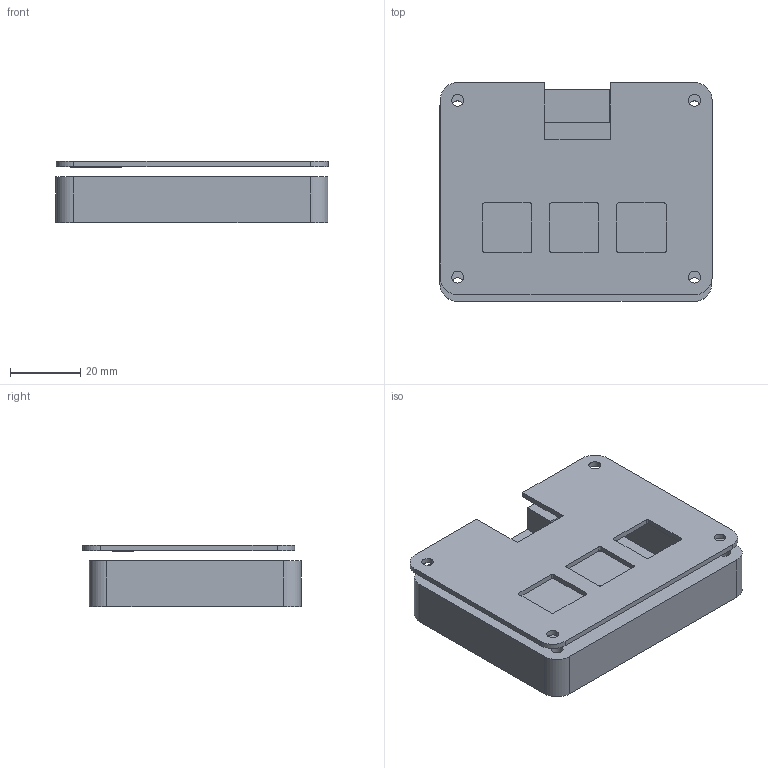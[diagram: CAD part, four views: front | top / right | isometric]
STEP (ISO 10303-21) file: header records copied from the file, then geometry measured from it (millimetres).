
FILE_DESCRIPTION(/* description */ ('','CAx-IF Rec.Pracs.---Representation and Presentation of Product Manufacturing Information (PMI)---4.0---2014-10-13'),/* implementation_level */ '2;1');
FILE_NAME(/* name */ 'entire-case v2.step',/* time_stamp */ '2025-02-20T20:26:28-08:00',/* author */ (''),/* organization */ (''),/* preprocessor_version */ 'ST-DEVELOPER v20',/* originating_system */ 'Autodesk Translation Framework v13.20.0.188',/* authorisation */ '');
FILE_SCHEMA (('AP242_MANAGED_MODEL_BASED_3D_ENGINEERING_MIM_LF { 1 0 10303 442 1 1 4 }'));
Length unit declared in the file: millimetre
Products named in the file (4): entire-case; osu-keypad case; Component1; keypad-top
Assembly tree (3 placements, depth 3):
  entire-case
    osu-keypad case
      Component1
    keypad-top
Bounding box: 77.28 x 62.08 x 17.32 mm (x, y, z)
Volume: 39688.2 mm3; surface area: 23340 mm2
Topology: 2 solids, 2 shells, 406 faces, 1119 edges, 746 vertices
Faces by surface type: bspline 220, plane 154, cylinder 32
Full cylindrical faces by diameter (mm): 3.4 x8, 6 x4
Entity records: 15056 total; most frequent: CARTESIAN_POINT 6018, ORIENTED_EDGE 2238, DIRECTION 1129, EDGE_CURVE 1119, VERTEX_POINT 746, LINE 615, VECTOR 615, EDGE_LOOP 457
